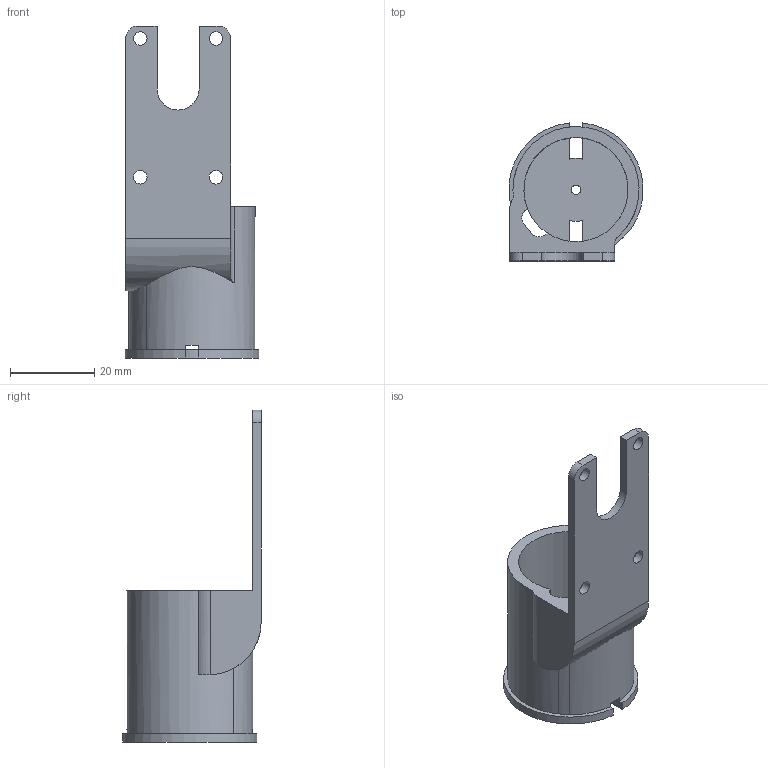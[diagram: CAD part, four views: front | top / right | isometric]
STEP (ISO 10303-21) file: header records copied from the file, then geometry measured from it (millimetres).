
FILE_DESCRIPTION(/* description */ (''),/* implementation_level */ '2;1');
FILE_NAME(/* name */ 'Support Motor.stp',/* time_stamp */ '2020-12-05T17:58:00+01:00',/* author */ (''),/* organization */ (''),/* preprocessor_version */ 'ST-DEVELOPER v18.1',/* originating_system */ 'Autodesk Translation Framework v9.3.0.1241',/* authorisation */ '');
FILE_SCHEMA (('AUTOMOTIVE_DESIGN { 1 0 10303 214 3 1 1 }'));
Length unit declared in the file: millimetre
Products named in the file (1): Support Motor
Bounding box: 31.88 x 32.92 x 79 mm (x, y, z)
Volume: 11928 mm3; surface area: 10195.6 mm2
Topology: 1 solids, 1 shells, 41 faces, 128 edges, 85 vertices
Faces by surface type: plane 21, cylinder 20
Full cylindrical faces by diameter (mm): 2.2 x1, 3.2 x4, 30 x1
Entity records: 1542 total; most frequent: CARTESIAN_POINT 290, DIRECTION 257, ORIENTED_EDGE 256, EDGE_CURVE 128, AXIS2_PLACEMENT_3D 91, VERTEX_POINT 85, LINE 75, VECTOR 75
